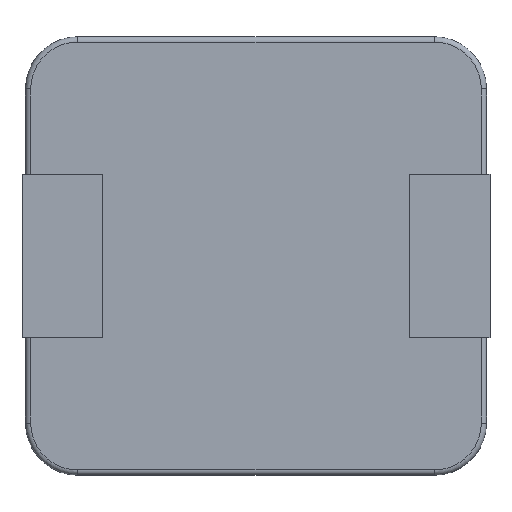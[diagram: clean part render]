
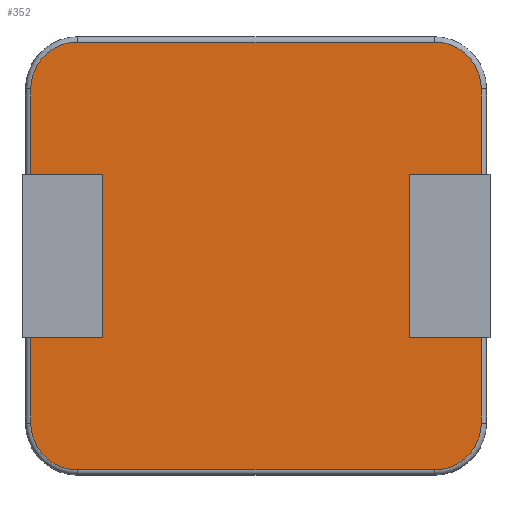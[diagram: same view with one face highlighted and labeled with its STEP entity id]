
A CAD part, front view. The second image highlights one B-rep face of the part: STEP entity #352.
In plain terms, the highlighted planar face has unit normal (0, -1, 0).
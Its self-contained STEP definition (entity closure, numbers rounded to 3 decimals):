
#35 = EDGE_CURVE ( 'NONE', #1145, #1246, #752, .T. ) ;
#36 = CIRCLE ( 'NONE', #212, 1.35 ) ;
#38 = DIRECTION ( 'NONE',  ( 0., 0., -1. ) ) ;
#39 = VERTEX_POINT ( 'NONE', #613 ) ;
#74 = LINE ( 'NONE', #1160, #376 ) ;
#86 = DIRECTION ( 'NONE',  ( -1., 0., 0. ) ) ;
#92 = CARTESIAN_POINT ( 'NONE',  ( 5.125, 0., -4.8 ) ) ;
#105 = VECTOR ( 'NONE', #1328, 1000. ) ;
#139 = CARTESIAN_POINT ( 'NONE',  ( 4.425, 0., -2.35 ) ) ;
#141 = LINE ( 'NONE', #253, #1474 ) ;
#148 = CARTESIAN_POINT ( 'NONE',  ( -4.425, 0., -2.35 ) ) ;
#157 = ORIENTED_EDGE ( 'NONE', *, *, #35, .T. ) ;
#174 = ORIENTED_EDGE ( 'NONE', *, *, #228, .T. ) ;
#188 = AXIS2_PLACEMENT_3D ( 'NONE', #1115, #974, #1382 ) ;
#195 = ORIENTED_EDGE ( 'NONE', *, *, #566, .T. ) ;
#199 = VECTOR ( 'NONE', #473, 1000. ) ;
#212 = AXIS2_PLACEMENT_3D ( 'NONE', #92, #1429, #1704 ) ;
#228 = EDGE_CURVE ( 'NONE', #1583, #1377, #74, .T. ) ;
#251 = EDGE_CURVE ( 'NONE', #467, #418, #953, .T. ) ;
#253 = CARTESIAN_POINT ( 'NONE',  ( -6.475, 0., -4.8 ) ) ;
#270 = CARTESIAN_POINT ( 'NONE',  ( -4.425, 0., 0. ) ) ;
#271 = ORIENTED_EDGE ( 'NONE', *, *, #618, .T. ) ;
#277 = ORIENTED_EDGE ( 'NONE', *, *, #1493, .T. ) ;
#291 = CARTESIAN_POINT ( 'NONE',  ( 6.475, 0., 2.35 ) ) ;
#314 = CARTESIAN_POINT ( 'NONE',  ( -5.125, 0., 4.8 ) ) ;
#317 = VERTEX_POINT ( 'NONE', #1721 ) ;
#352 = ADVANCED_FACE ( 'NONE', ( #1222 ), #779, .T. ) ;
#364 = CIRCLE ( 'NONE', #1218, 1.35 ) ;
#368 = CARTESIAN_POINT ( 'NONE',  ( 0., 0., -2.35 ) ) ;
#376 = VECTOR ( 'NONE', #86, 1000. ) ;
#389 = VERTEX_POINT ( 'NONE', #573 ) ;
#415 = DIRECTION ( 'NONE',  ( 0., -1., 0. ) ) ;
#418 = VERTEX_POINT ( 'NONE', #291 ) ;
#435 = EDGE_LOOP ( 'NONE', ( #777, #1497, #1367, #1081, #277, #1041, #157, #688, #174, #989, #1396, #195, #271, #1402, #1319, #1083 ) ) ;
#467 = VERTEX_POINT ( 'NONE', #1353 ) ;
#473 = DIRECTION ( 'NONE',  ( 0., 0., 1. ) ) ;
#482 = LINE ( 'NONE', #1456, #199 ) ;
#496 = LINE ( 'NONE', #637, #1213 ) ;
#497 = VERTEX_POINT ( 'NONE', #644 ) ;
#536 = EDGE_CURVE ( 'NONE', #1246, #1583, #963, .T. ) ;
#543 = DIRECTION ( 'NONE',  ( 1., 0., 0. ) ) ;
#557 = DIRECTION ( 'NONE',  ( -1., 0., 0. ) ) ;
#566 = EDGE_CURVE ( 'NONE', #598, #776, #687, .T. ) ;
#573 = CARTESIAN_POINT ( 'NONE',  ( 5.125, 0., 6.15 ) ) ;
#598 = VERTEX_POINT ( 'NONE', #1303 ) ;
#613 = CARTESIAN_POINT ( 'NONE',  ( -6.475, 0., -4.8 ) ) ;
#618 = EDGE_CURVE ( 'NONE', #776, #970, #36, .T. ) ;
#624 = VECTOR ( 'NONE', #557, 1000. ) ;
#625 = VECTOR ( 'NONE', #1381, 1000. ) ;
#634 = VERTEX_POINT ( 'NONE', #1181 ) ;
#637 = CARTESIAN_POINT ( 'NONE',  ( 4.425, 0., 0. ) ) ;
#644 = CARTESIAN_POINT ( 'NONE',  ( -6.475, 0., 4.8 ) ) ;
#687 = LINE ( 'NONE', #975, #1062 ) ;
#688 = ORIENTED_EDGE ( 'NONE', *, *, #536, .T. ) ;
#720 = CARTESIAN_POINT ( 'NONE',  ( -5.125, 0., 6.15 ) ) ;
#752 = LINE ( 'NONE', #1290, #1582 ) ;
#776 = VERTEX_POINT ( 'NONE', #1407 ) ;
#777 = ORIENTED_EDGE ( 'NONE', *, *, #251, .T. ) ;
#779 = PLANE ( 'NONE',  #188 ) ;
#780 = CARTESIAN_POINT ( 'NONE',  ( -6.475, 0., -2.35 ) ) ;
#798 = CARTESIAN_POINT ( 'NONE',  ( 6.475, 0., -2.35 ) ) ;
#818 = LINE ( 'NONE', #1339, #1542 ) ;
#824 = DIRECTION ( 'NONE',  ( 0., 0., -1. ) ) ;
#837 = EDGE_CURVE ( 'NONE', #1446, #882, #937, .T. ) ;
#852 = DIRECTION ( 'NONE',  ( 0., 0., -1. ) ) ;
#869 = LINE ( 'NONE', #1257, #625 ) ;
#882 = VERTEX_POINT ( 'NONE', #139 ) ;
#937 = LINE ( 'NONE', #368, #105 ) ;
#953 = LINE ( 'NONE', #1451, #1466 ) ;
#963 = LINE ( 'NONE', #270, #1464 ) ;
#970 = VERTEX_POINT ( 'NONE', #1267 ) ;
#974 = DIRECTION ( 'NONE',  ( 0., -1., 0. ) ) ;
#975 = CARTESIAN_POINT ( 'NONE',  ( 5.125, 0., -6.15 ) ) ;
#989 = ORIENTED_EDGE ( 'NONE', *, *, #1445, .T. ) ;
#1041 = ORIENTED_EDGE ( 'NONE', *, *, #1068, .T. ) ;
#1051 = CIRCLE ( 'NONE', #1539, 1.35 ) ;
#1052 = DIRECTION ( 'NONE',  ( 0., 0., 1. ) ) ;
#1062 = VECTOR ( 'NONE', #543, 1000. ) ;
#1068 = EDGE_CURVE ( 'NONE', #497, #1145, #818, .T. ) ;
#1070 = EDGE_CURVE ( 'NONE', #317, #389, #1593, .T. ) ;
#1073 = CARTESIAN_POINT ( 'NONE',  ( 5.125, 0., 4.8 ) ) ;
#1081 = ORIENTED_EDGE ( 'NONE', *, *, #1184, .T. ) ;
#1083 = ORIENTED_EDGE ( 'NONE', *, *, #1386, .T. ) ;
#1089 = CARTESIAN_POINT ( 'NONE',  ( -4.425, 0., 2.35 ) ) ;
#1115 = CARTESIAN_POINT ( 'NONE',  ( 0., 0., 0. ) ) ;
#1145 = VERTEX_POINT ( 'NONE', #1206 ) ;
#1150 = DIRECTION ( 'NONE',  ( 1., 0., 0. ) ) ;
#1160 = CARTESIAN_POINT ( 'NONE',  ( 0., 0., -2.35 ) ) ;
#1181 = CARTESIAN_POINT ( 'NONE',  ( -5.125, 0., 6.15 ) ) ;
#1184 = EDGE_CURVE ( 'NONE', #389, #634, #1506, .T. ) ;
#1202 = EDGE_CURVE ( 'NONE', #39, #598, #1051, .T. ) ;
#1206 = CARTESIAN_POINT ( 'NONE',  ( -6.475, 0., 2.35 ) ) ;
#1213 = VECTOR ( 'NONE', #1052, 1000. ) ;
#1218 = AXIS2_PLACEMENT_3D ( 'NONE', #314, #1274, #852 ) ;
#1222 = FACE_OUTER_BOUND ( 'NONE', #435, .T. ) ;
#1246 = VERTEX_POINT ( 'NONE', #1089 ) ;
#1257 = CARTESIAN_POINT ( 'NONE',  ( 6.475, 0., 4.8 ) ) ;
#1267 = CARTESIAN_POINT ( 'NONE',  ( 6.475, 0., -4.8 ) ) ;
#1274 = DIRECTION ( 'NONE',  ( 0., -1., 0. ) ) ;
#1290 = CARTESIAN_POINT ( 'NONE',  ( 0., 0., 2.35 ) ) ;
#1303 = CARTESIAN_POINT ( 'NONE',  ( -5.125, 0., -6.15 ) ) ;
#1319 = ORIENTED_EDGE ( 'NONE', *, *, #837, .T. ) ;
#1328 = DIRECTION ( 'NONE',  ( -1., 0., 0. ) ) ;
#1339 = CARTESIAN_POINT ( 'NONE',  ( -6.475, 0., 2.35 ) ) ;
#1353 = CARTESIAN_POINT ( 'NONE',  ( 4.425, 0., 2.35 ) ) ;
#1360 = DIRECTION ( 'NONE',  ( 0., 0., -1. ) ) ;
#1367 = ORIENTED_EDGE ( 'NONE', *, *, #1070, .T. ) ;
#1377 = VERTEX_POINT ( 'NONE', #780 ) ;
#1381 = DIRECTION ( 'NONE',  ( 0., 0., 1. ) ) ;
#1382 = DIRECTION ( 'NONE',  ( 0., 0., -1. ) ) ;
#1386 = EDGE_CURVE ( 'NONE', #882, #467, #496, .T. ) ;
#1396 = ORIENTED_EDGE ( 'NONE', *, *, #1202, .T. ) ;
#1402 = ORIENTED_EDGE ( 'NONE', *, *, #1687, .T. ) ;
#1407 = CARTESIAN_POINT ( 'NONE',  ( 5.125, 0., -6.15 ) ) ;
#1429 = DIRECTION ( 'NONE',  ( 0., -1., 0. ) ) ;
#1445 = EDGE_CURVE ( 'NONE', #1377, #39, #141, .T. ) ;
#1446 = VERTEX_POINT ( 'NONE', #798 ) ;
#1451 = CARTESIAN_POINT ( 'NONE',  ( 0., 0., 2.35 ) ) ;
#1456 = CARTESIAN_POINT ( 'NONE',  ( 6.475, 0., -2.35 ) ) ;
#1461 = DIRECTION ( 'NONE',  ( 0., 0., -1. ) ) ;
#1464 = VECTOR ( 'NONE', #824, 1000. ) ;
#1466 = VECTOR ( 'NONE', #1498, 1000. ) ;
#1474 = VECTOR ( 'NONE', #1360, 1000. ) ;
#1477 = DIRECTION ( 'NONE',  ( 0., -1., 0. ) ) ;
#1493 = EDGE_CURVE ( 'NONE', #634, #497, #364, .T. ) ;
#1497 = ORIENTED_EDGE ( 'NONE', *, *, #1499, .T. ) ;
#1498 = DIRECTION ( 'NONE',  ( 1., 0., 0. ) ) ;
#1499 = EDGE_CURVE ( 'NONE', #418, #317, #869, .T. ) ;
#1506 = LINE ( 'NONE', #720, #624 ) ;
#1539 = AXIS2_PLACEMENT_3D ( 'NONE', #1664, #415, #38 ) ;
#1542 = VECTOR ( 'NONE', #1461, 1000. ) ;
#1582 = VECTOR ( 'NONE', #1150, 1000. ) ;
#1583 = VERTEX_POINT ( 'NONE', #148 ) ;
#1593 = CIRCLE ( 'NONE', #1682, 1.35 ) ;
#1664 = CARTESIAN_POINT ( 'NONE',  ( -5.125, 0., -4.8 ) ) ;
#1682 = AXIS2_PLACEMENT_3D ( 'NONE', #1073, #1477, #1764 ) ;
#1687 = EDGE_CURVE ( 'NONE', #970, #1446, #482, .T. ) ;
#1704 = DIRECTION ( 'NONE',  ( 0., 0., -1. ) ) ;
#1721 = CARTESIAN_POINT ( 'NONE',  ( 6.475, 0., 4.8 ) ) ;
#1764 = DIRECTION ( 'NONE',  ( 0., 0., -1. ) ) ;
